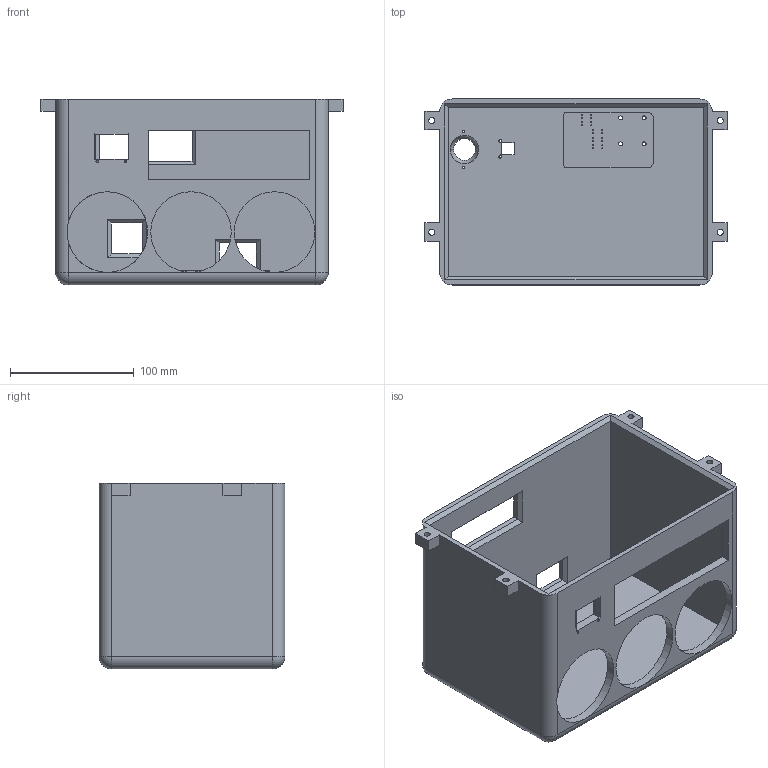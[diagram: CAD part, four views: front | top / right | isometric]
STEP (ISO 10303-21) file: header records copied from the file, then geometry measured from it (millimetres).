
FILE_DESCRIPTION(/* description */ ('KiCad electronic assembly'),/* implementation_level */ '2;1');
FILE_NAME(/* name */ 'htmaa-standing-desk.step',/* time_stamp */ '2025-12-16T14:57:59-05:00',/* author */ (''),/* organization */ (''),/* preprocessor_version */ 'ST-DEVELOPER v20.1',/* originating_system */ 'Autodesk Translation Framework v14.21.0.0',/* authorisation */ '');
FILE_SCHEMA (('AUTOMOTIVE_DESIGN { 1 0 10303 214 3 1 1 }'));
Length unit declared in the file: millimetre
Products named in the file (1): htmaa-standing-desk 1
Bounding box: 243.83 x 150 x 150 mm (x, y, z)
Volume: 796263.8 mm3; surface area: 244804.4 mm2
Topology: 1 solids, 1 shells, 158 faces, 368 edges, 236 vertices
Faces by surface type: plane 102, cylinder 51, sphere 5
Full cylindrical faces by diameter (mm): 0.8 x20, 2 x6, 2.5 x2, 3.1 x4, 5 x4, 65 x3
Entity records: 4606 total; most frequent: DIRECTION 790, CARTESIAN_POINT 772, ORIENTED_EDGE 736, EDGE_CURVE 368, AXIS2_PLACEMENT_3D 264, LINE 262, VECTOR 262, VERTEX_POINT 236
